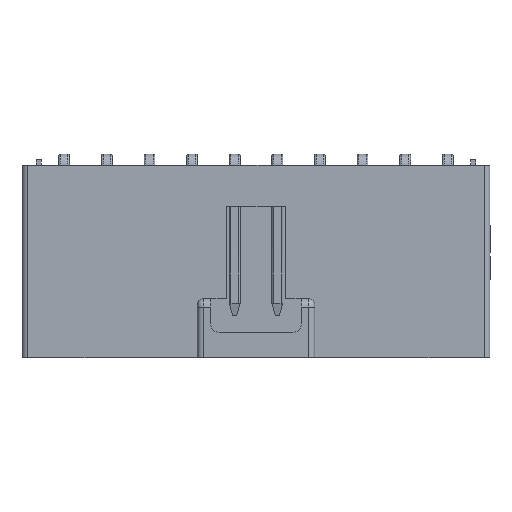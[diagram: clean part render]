
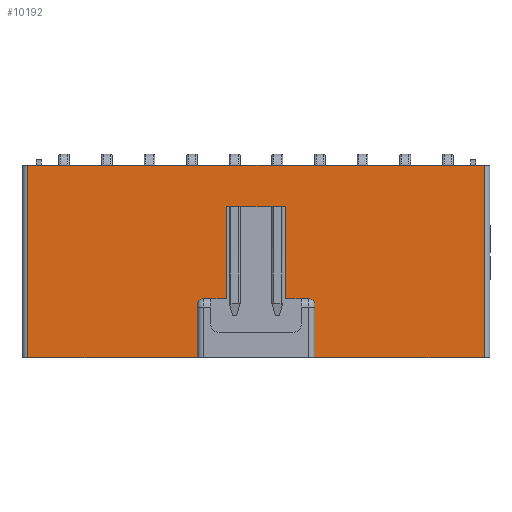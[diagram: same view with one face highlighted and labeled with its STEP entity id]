
A CAD part, top view. The second image highlights one B-rep face of the part: STEP entity #10192.
In plain terms, the highlighted planar face has unit normal (0, 0, 1).
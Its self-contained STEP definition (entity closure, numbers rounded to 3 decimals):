
#592 = CARTESIAN_POINT ( 'NONE',  ( -2.7, -2.225, 5.1 ) ) ;
#1071 = LINE ( 'NONE', #11745, #16527 ) ;
#1292 = CARTESIAN_POINT ( 'NONE',  ( 13.59, 5.725, 5.1 ) ) ;
#1330 = CARTESIAN_POINT ( 'NONE',  ( -1.75, 3.275, 5.1 ) ) ;
#1628 = VECTOR ( 'NONE', #7420, 1000. ) ;
#1736 = VERTEX_POINT ( 'NONE', #15171 ) ;
#1817 = CARTESIAN_POINT ( 'NONE',  ( -13.59, -5.725, 5.1 ) ) ;
#2086 = VERTEX_POINT ( 'NONE', #11316 ) ;
#2105 = CARTESIAN_POINT ( 'NONE',  ( 3.5, -5.725, 5.1 ) ) ;
#2136 = EDGE_CURVE ( 'NONE', #16960, #8085, #1071, .T. ) ;
#2358 = EDGE_CURVE ( 'NONE', #10934, #2086, #26912, .T. ) ;
#2641 = CARTESIAN_POINT ( 'NONE',  ( 13.59, 5.725, 5.1 ) ) ;
#2650 = LINE ( 'NONE', #27337, #12422 ) ;
#2658 = FACE_OUTER_BOUND ( 'NONE', #28706, .T. ) ;
#2828 = DIRECTION ( 'NONE',  ( 1., 0., 0. ) ) ;
#3020 = ORIENTED_EDGE ( 'NONE', *, *, #9693, .T. ) ;
#3144 = EDGE_CURVE ( 'NONE', #21301, #16235, #11068, .T. ) ;
#3283 = EDGE_CURVE ( 'NONE', #10516, #9388, #20717, .T. ) ;
#3463 = DIRECTION ( 'NONE',  ( 1., 0., 0. ) ) ;
#3464 = DIRECTION ( 'NONE',  ( -1., 0., 0. ) ) ;
#3465 = DIRECTION ( 'NONE',  ( 0., -1., 0. ) ) ;
#3482 = VECTOR ( 'NONE', #3464, 1000. ) ;
#3792 = LINE ( 'NONE', #14786, #24056 ) ;
#4399 = VECTOR ( 'NONE', #28653, 1000. ) ;
#4465 = VECTOR ( 'NONE', #9035, 1000. ) ;
#4599 = CARTESIAN_POINT ( 'NONE',  ( 13.59, -5.725, 5.1 ) ) ;
#4927 = CARTESIAN_POINT ( 'NONE',  ( 3.5, -2.225, 5.1 ) ) ;
#4966 = LINE ( 'NONE', #2641, #21997 ) ;
#5082 = CARTESIAN_POINT ( 'NONE',  ( 3.5, -2.225, 5.1 ) ) ;
#5274 = CARTESIAN_POINT ( 'NONE',  ( 2.7, -2.225, 5.1 ) ) ;
#5402 = VECTOR ( 'NONE', #3465, 1000. ) ;
#5457 = CIRCLE ( 'NONE', #24605, 0.35 ) ;
#5807 = VERTEX_POINT ( 'NONE', #22760 ) ;
#6492 = ORIENTED_EDGE ( 'NONE', *, *, #11664, .F. ) ;
#6585 = DIRECTION ( 'NONE',  ( 1., 0., 0. ) ) ;
#6662 = CARTESIAN_POINT ( 'NONE',  ( -1.75, -2.225, 5.1 ) ) ;
#7142 = EDGE_CURVE ( 'NONE', #8085, #1736, #18430, .T. ) ;
#7312 = DIRECTION ( 'NONE',  ( -1., 0., 0. ) ) ;
#7420 = DIRECTION ( 'NONE',  ( 1., 0., 0. ) ) ;
#7738 = DIRECTION ( 'NONE',  ( 0., 0., 1. ) ) ;
#7837 = CARTESIAN_POINT ( 'NONE',  ( 1.75, -2.225, 5.1 ) ) ;
#8085 = VERTEX_POINT ( 'NONE', #9980 ) ;
#8106 = VECTOR ( 'NONE', #14855, 1000. ) ;
#9026 = ORIENTED_EDGE ( 'NONE', *, *, #26379, .F. ) ;
#9035 = DIRECTION ( 'NONE',  ( 0., 1., 0. ) ) ;
#9171 = DIRECTION ( 'NONE',  ( 0., 0., -1. ) ) ;
#9377 = DIRECTION ( 'NONE',  ( 0., 0., -1. ) ) ;
#9388 = VERTEX_POINT ( 'NONE', #21321 ) ;
#9533 = VERTEX_POINT ( 'NONE', #18062 ) ;
#9693 = EDGE_CURVE ( 'NONE', #2086, #16960, #28275, .T. ) ;
#9894 = VECTOR ( 'NONE', #14043, 1000. ) ;
#9980 = CARTESIAN_POINT ( 'NONE',  ( -3.5, -5.725, 5.1 ) ) ;
#10192 = ADVANCED_FACE ( 'NONE', ( #2658 ), #22684, .T. ) ;
#10516 = VERTEX_POINT ( 'NONE', #16538 ) ;
#10934 = VERTEX_POINT ( 'NONE', #1292 ) ;
#11068 = LINE ( 'NONE', #15753, #4465 ) ;
#11316 = CARTESIAN_POINT ( 'NONE',  ( -13.59, 5.725, 5.1 ) ) ;
#11495 = EDGE_CURVE ( 'NONE', #9388, #23452, #3792, .T. ) ;
#11664 = EDGE_CURVE ( 'NONE', #20310, #23452, #25251, .T. ) ;
#11671 = EDGE_CURVE ( 'NONE', #23084, #21301, #27157, .T. ) ;
#11745 = CARTESIAN_POINT ( 'NONE',  ( -13.94, -5.725, 5.1 ) ) ;
#11797 = LINE ( 'NONE', #4927, #15825 ) ;
#12417 = EDGE_CURVE ( 'NONE', #1736, #9533, #12425, .T. ) ;
#12422 = VECTOR ( 'NONE', #7312, 1000. ) ;
#12425 = CIRCLE ( 'NONE', #14272, 0.35 ) ;
#12533 = CARTESIAN_POINT ( 'NONE',  ( 0., 3.275, 5.1 ) ) ;
#12815 = ORIENTED_EDGE ( 'NONE', *, *, #2358, .T. ) ;
#12947 = VERTEX_POINT ( 'NONE', #4599 ) ;
#13247 = DIRECTION ( 'NONE',  ( 1., 0., 0. ) ) ;
#14043 = DIRECTION ( 'NONE',  ( 0., 1., 0. ) ) ;
#14272 = AXIS2_PLACEMENT_3D ( 'NONE', #15955, #9377, #6585 ) ;
#14476 = CARTESIAN_POINT ( 'NONE',  ( 0., 0., 5.1 ) ) ;
#14786 = CARTESIAN_POINT ( 'NONE',  ( 2.7, -2.225, 5.1 ) ) ;
#14855 = DIRECTION ( 'NONE',  ( 0., -1., 0. ) ) ;
#15171 = CARTESIAN_POINT ( 'NONE',  ( -3.5, -2.575, 5.1 ) ) ;
#15753 = CARTESIAN_POINT ( 'NONE',  ( -1.75, -2.225, 5.1 ) ) ;
#15825 = VECTOR ( 'NONE', #22905, 1000. ) ;
#15916 = CARTESIAN_POINT ( 'NONE',  ( -13.59, -5.725, 5.1 ) ) ;
#15955 = CARTESIAN_POINT ( 'NONE',  ( -3.15, -2.575, 5.1 ) ) ;
#15968 = VECTOR ( 'NONE', #3463, 1000. ) ;
#16235 = VERTEX_POINT ( 'NONE', #1330 ) ;
#16237 = CARTESIAN_POINT ( 'NONE',  ( -3.5, -2.225, 5.1 ) ) ;
#16375 = ORIENTED_EDGE ( 'NONE', *, *, #18791, .T. ) ;
#16527 = VECTOR ( 'NONE', #2828, 1000. ) ;
#16538 = CARTESIAN_POINT ( 'NONE',  ( 1.75, 3.275, 5.1 ) ) ;
#16960 = VERTEX_POINT ( 'NONE', #15916 ) ;
#17045 = CARTESIAN_POINT ( 'NONE',  ( -13.94, -5.725, 5.1 ) ) ;
#17438 = CARTESIAN_POINT ( 'NONE',  ( 3.15, -2.225, 5.1 ) ) ;
#18062 = CARTESIAN_POINT ( 'NONE',  ( -3.15, -2.225, 5.1 ) ) ;
#18262 = ORIENTED_EDGE ( 'NONE', *, *, #2136, .T. ) ;
#18331 = ORIENTED_EDGE ( 'NONE', *, *, #7142, .T. ) ;
#18430 = LINE ( 'NONE', #16237, #9894 ) ;
#18791 = EDGE_CURVE ( 'NONE', #12947, #10934, #4966, .T. ) ;
#19155 = ORIENTED_EDGE ( 'NONE', *, *, #19251, .T. ) ;
#19251 = EDGE_CURVE ( 'NONE', #27654, #12947, #21157, .T. ) ;
#19393 = ORIENTED_EDGE ( 'NONE', *, *, #22007, .F. ) ;
#20298 = DIRECTION ( 'NONE',  ( -1., 0., 0. ) ) ;
#20310 = VERTEX_POINT ( 'NONE', #17438 ) ;
#20717 = LINE ( 'NONE', #7837, #5402 ) ;
#21066 = DIRECTION ( 'NONE',  ( 1., 0., 0. ) ) ;
#21157 = LINE ( 'NONE', #17045, #15968 ) ;
#21246 = EDGE_CURVE ( 'NONE', #20310, #5807, #5457, .T. ) ;
#21301 = VERTEX_POINT ( 'NONE', #6662 ) ;
#21321 = CARTESIAN_POINT ( 'NONE',  ( 1.75, -2.225, 5.1 ) ) ;
#21901 = CARTESIAN_POINT ( 'NONE',  ( 3.15, -2.575, 5.1 ) ) ;
#21997 = VECTOR ( 'NONE', #22948, 1000. ) ;
#22007 = EDGE_CURVE ( 'NONE', #27654, #5807, #11797, .T. ) ;
#22633 = VECTOR ( 'NONE', #20298, 1000. ) ;
#22684 = PLANE ( 'NONE',  #27287 ) ;
#22760 = CARTESIAN_POINT ( 'NONE',  ( 3.5, -2.575, 5.1 ) ) ;
#22905 = DIRECTION ( 'NONE',  ( 0., 1., 0. ) ) ;
#22944 = ORIENTED_EDGE ( 'NONE', *, *, #11495, .T. ) ;
#22948 = DIRECTION ( 'NONE',  ( 0., 1., 0. ) ) ;
#23084 = VERTEX_POINT ( 'NONE', #26674 ) ;
#23452 = VERTEX_POINT ( 'NONE', #5274 ) ;
#23832 = ORIENTED_EDGE ( 'NONE', *, *, #3283, .T. ) ;
#24056 = VECTOR ( 'NONE', #28193, 1000. ) ;
#24565 = ORIENTED_EDGE ( 'NONE', *, *, #3144, .T. ) ;
#24605 = AXIS2_PLACEMENT_3D ( 'NONE', #21901, #9171, #13247 ) ;
#24733 = CARTESIAN_POINT ( 'NONE',  ( -13.94, 5.725, 5.1 ) ) ;
#24791 = ORIENTED_EDGE ( 'NONE', *, *, #11671, .T. ) ;
#25251 = LINE ( 'NONE', #5082, #22633 ) ;
#25969 = ORIENTED_EDGE ( 'NONE', *, *, #27944, .F. ) ;
#25979 = LINE ( 'NONE', #12533, #3482 ) ;
#26379 = EDGE_CURVE ( 'NONE', #10516, #16235, #25979, .T. ) ;
#26528 = ORIENTED_EDGE ( 'NONE', *, *, #12417, .T. ) ;
#26674 = CARTESIAN_POINT ( 'NONE',  ( -2.7, -2.225, 5.1 ) ) ;
#26912 = LINE ( 'NONE', #24733, #4399 ) ;
#27157 = LINE ( 'NONE', #592, #1628 ) ;
#27287 = AXIS2_PLACEMENT_3D ( 'NONE', #14476, #7738, #21066 ) ;
#27337 = CARTESIAN_POINT ( 'NONE',  ( 3.5, -2.225, 5.1 ) ) ;
#27654 = VERTEX_POINT ( 'NONE', #2105 ) ;
#27944 = EDGE_CURVE ( 'NONE', #23084, #9533, #2650, .T. ) ;
#28076 = ORIENTED_EDGE ( 'NONE', *, *, #21246, .T. ) ;
#28193 = DIRECTION ( 'NONE',  ( 1., 0., 0. ) ) ;
#28275 = LINE ( 'NONE', #1817, #8106 ) ;
#28653 = DIRECTION ( 'NONE',  ( -1., 0., 0. ) ) ;
#28706 = EDGE_LOOP ( 'NONE', ( #25969, #24791, #24565, #9026, #23832, #22944, #6492, #28076, #19393, #19155, #16375, #12815, #3020, #18262, #18331, #26528 ) ) ;
